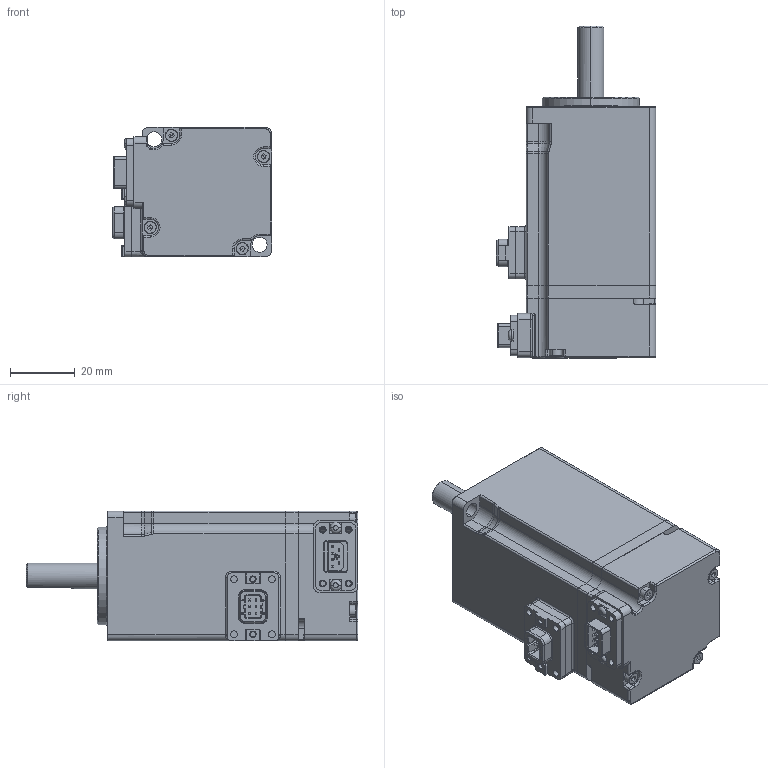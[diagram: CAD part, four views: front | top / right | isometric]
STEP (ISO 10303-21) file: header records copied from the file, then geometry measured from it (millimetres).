
FILE_DESCRIPTION (( 'STEP AP214' ), '1' );
FILE_NAME ('MS6H-40CN30B3-20P1-S.STEP', '2024-01-10T01:12:46', ( '' ), ( '' ), 'SwSTEP 2.0', 'SolidWorks 2022', '' );
FILE_SCHEMA (( 'AUTOMOTIVE_DESIGN' ));
Length unit declared in the file: millimetre
Products named in the file (1): MS6H-40CN30B3-20P1-S
Bounding box: 49.2 x 102.4 x 40 mm (x, y, z)
Surface area: 19881 mm2 (no closed solid volume)
Topology: 0 solids, 13 shells, 648 faces, 2122 edges, 1458 vertices
Faces by surface type: plane 326, cylinder 209, torus 61, cone 30, bspline 13, sphere 9
Entity records: 31168 total; most frequent: CARTESIAN_POINT 5607, DIRECTION 3892, ORIENTED_EDGE 3470, EDGE_CURVE 2113, VERTEX_POINT 1458, VECTOR 1426, LINE 1426, AXIS2_PLACEMENT_3D 1233
